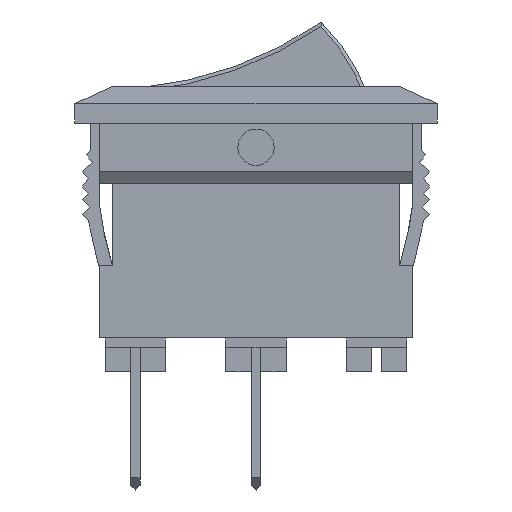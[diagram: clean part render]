
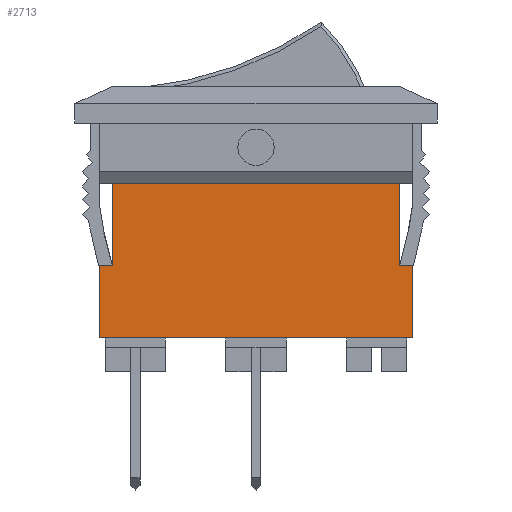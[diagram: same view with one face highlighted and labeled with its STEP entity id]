
A CAD part, front view. The second image highlights one B-rep face of the part: STEP entity #2713.
In plain terms, the highlighted planar face has unit normal (0, -1, 0).
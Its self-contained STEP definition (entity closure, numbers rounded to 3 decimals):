
#170=FACE_OUTER_BOUND('',#322,.T.);
#322=EDGE_LOOP('',(#2224,#2225,#2226,#2227,#2228,#2229,#2230,#2231));
#434=LINE('',#3796,#788);
#485=LINE('',#3965,#839);
#501=LINE('',#3995,#855);
#507=LINE('',#4007,#861);
#509=LINE('',#4011,#863);
#520=LINE('',#4030,#874);
#629=LINE('',#4252,#983);
#645=LINE('',#4286,#999);
#788=VECTOR('',#3041,10.);
#839=VECTOR('',#3124,10.);
#855=VECTOR('',#3148,10.);
#861=VECTOR('',#3158,10.);
#863=VECTOR('',#3162,10.);
#874=VECTOR('',#3179,10.);
#983=VECTOR('',#3370,10.);
#999=VECTOR('',#3396,10.);
#1131=VERTEX_POINT('',#3793);
#1132=VERTEX_POINT('',#3795);
#1169=VERTEX_POINT('',#3962);
#1170=VERTEX_POINT('',#3964);
#1179=VERTEX_POINT('',#3989);
#1182=VERTEX_POINT('',#3999);
#1185=VERTEX_POINT('',#4010);
#1190=VERTEX_POINT('',#4028);
#1400=EDGE_CURVE('',#1132,#1131,#434,.T.);
#1456=EDGE_CURVE('',#1170,#1169,#485,.T.);
#1472=EDGE_CURVE('',#1131,#1179,#501,.T.);
#1478=EDGE_CURVE('',#1182,#1170,#507,.T.);
#1480=EDGE_CURVE('',#1132,#1185,#509,.T.);
#1491=EDGE_CURVE('',#1190,#1169,#520,.T.);
#1600=EDGE_CURVE('',#1185,#1190,#629,.T.);
#1617=EDGE_CURVE('',#1182,#1179,#645,.T.);
#2224=ORIENTED_EDGE('',*,*,#1472,.T.);
#2225=ORIENTED_EDGE('',*,*,#1617,.F.);
#2226=ORIENTED_EDGE('',*,*,#1478,.T.);
#2227=ORIENTED_EDGE('',*,*,#1456,.T.);
#2228=ORIENTED_EDGE('',*,*,#1491,.F.);
#2229=ORIENTED_EDGE('',*,*,#1600,.F.);
#2230=ORIENTED_EDGE('',*,*,#1480,.F.);
#2231=ORIENTED_EDGE('',*,*,#1400,.T.);
#2575=PLANE('',#2875);
#2713=ADVANCED_FACE('',(#170),#2575,.F.);
#2875=AXIS2_PLACEMENT_3D('',#4287,#3397,#3398);
#3041=DIRECTION('',(-1.,0.,0.));
#3124=DIRECTION('',(-1.,0.,0.));
#3148=DIRECTION('',(0.,0.,1.));
#3158=DIRECTION('',(0.,0.,-1.));
#3162=DIRECTION('',(0.,0.,-1.));
#3179=DIRECTION('',(0.,0.,1.));
#3370=DIRECTION('',(-1.,0.,0.));
#3396=DIRECTION('',(1.,0.,0.));
#3397=DIRECTION('center_axis',(0.,1.,0.));
#3398=DIRECTION('ref_axis',(0.,0.,1.));
#3793=CARTESIAN_POINT('',(5.95,-4.15,-5.9));
#3795=CARTESIAN_POINT('',(6.5,-4.15,-5.9));
#3796=CARTESIAN_POINT('',(-0.275,-4.15,-5.9));
#3962=CARTESIAN_POINT('',(-6.5,-4.15,-5.9));
#3964=CARTESIAN_POINT('',(-5.95,-4.15,-5.9));
#3965=CARTESIAN_POINT('',(-6.5,-4.15,-5.9));
#3989=CARTESIAN_POINT('',(5.95,-4.15,-2.5));
#3995=CARTESIAN_POINT('',(5.95,-4.15,-5.7));
#3999=CARTESIAN_POINT('',(-5.95,-4.15,-2.5));
#4007=CARTESIAN_POINT('',(-5.95,-4.15,-7.4));
#4010=CARTESIAN_POINT('',(6.5,-4.15,-8.9));
#4011=CARTESIAN_POINT('',(6.5,-4.15,-4.45));
#4028=CARTESIAN_POINT('',(-6.5,-4.15,-8.9));
#4030=CARTESIAN_POINT('',(-6.5,-4.15,-8.9));
#4252=CARTESIAN_POINT('',(0.,-4.15,-8.9));
#4286=CARTESIAN_POINT('',(-6.5,-4.15,-2.5));
#4287=CARTESIAN_POINT('Origin',(-6.5,-4.15,-8.9));
